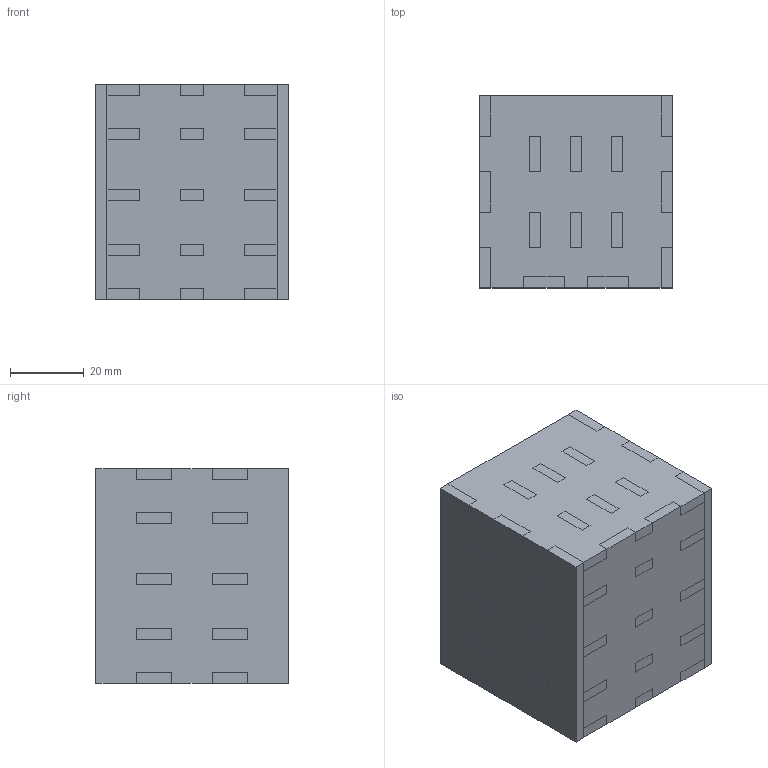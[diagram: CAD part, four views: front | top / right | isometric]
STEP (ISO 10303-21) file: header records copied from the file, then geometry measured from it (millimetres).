
FILE_DESCRIPTION(/* description */ (''),/* implementation_level */ '2;1');
FILE_NAME(/* name */ 'stiftehalter v2 flach v2.step',/* time_stamp */ '2018-02-25T14:40:54+01:00',/* author */ (''),/* organization */ (''),/* preprocessor_version */ 'ST-DEVELOPER v16.13',/* originating_system */ 'Autodesk Translation Framework v6.5.0.72',/* authorisation */ '');
FILE_SCHEMA (('AUTOMOTIVE_DESIGN { 1 0 10303 214 3 1 1 }'));
Length unit declared in the file: millimetre
Products named in the file (13): stiftehalter v2 flach; seite-rechts; seite-links; hinten2; boden; mitte1; links1; rechts1; vorne2; seite-hinten; seite-vorne; mitte; Component31
Assembly tree (12 placements, depth 2):
  stiftehalter v2 flach
    seite-rechts
    seite-links
    hinten2
    boden
    mitte1
    links1
    rechts1
    vorne2
    seite-hinten
    seite-vorne
    mitte
    Component31
Bounding box: 52 x 52 x 58 mm (x, y, z)
Volume: 79899 mm3; surface area: 64936 mm2
Topology: 11 solids, 11 shells, 438 faces, 1248 edges, 832 vertices
Faces by surface type: plane 438
Entity records: 14423 total; most frequent: CARTESIAN_POINT 2543, ORIENTED_EDGE 2496, DIRECTION 2174, LINE 1248, VECTOR 1248, EDGE_CURVE 1248, VERTEX_POINT 832, EDGE_LOOP 468
